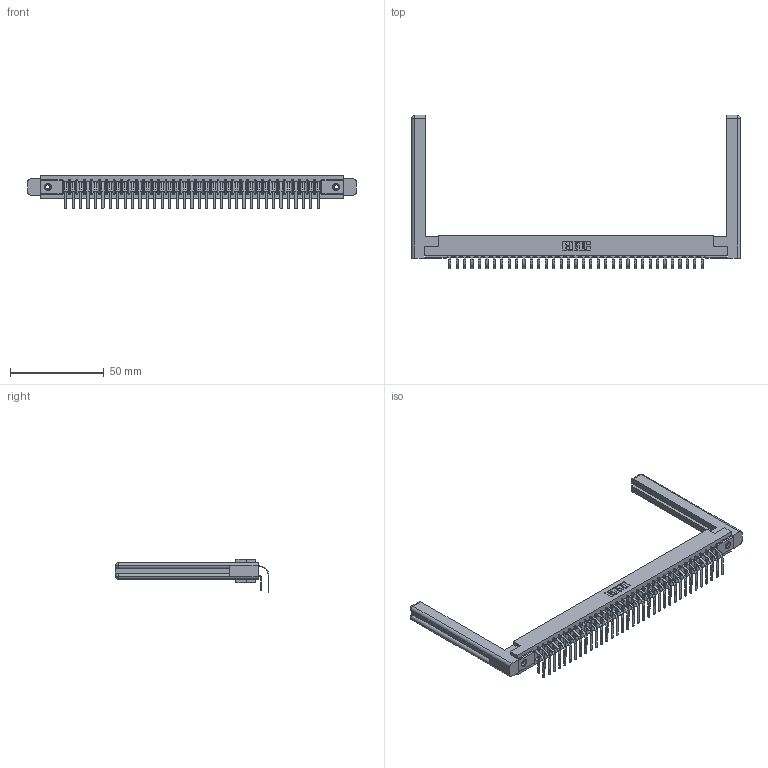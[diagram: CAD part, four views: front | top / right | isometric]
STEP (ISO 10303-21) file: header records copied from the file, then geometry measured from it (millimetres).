
FILE_DESCRIPTION (( 'STEP AP203' ), '1' );
FILE_NAME ('307-070-559-258.STEP', '2022-07-08T18:27:45', ( '' ), ( '' ), 'SwSTEP 2.0', 'SolidWorks 2020', '' );
FILE_SCHEMA (( 'CONFIG_CONTROL_DESIGN' ));
Length unit declared in the file: inch
Products named in the file (6): 345-250-001_345-250-001-102; 307-220-058; 307 Part_.156 Dia Mounting Holes; 307-290-001_559 - 2 (Single); 307-070-559-258; 307-290-001_558 559 - 1 (Single)
Assembly tree (75 placements, depth 2):
  307-070-559-258
    307 Part_.156 Dia Mounting Holes
    307-290-001_558 559 - 1 (Single)  x35
    307-290-001_559 - 2 (Single)  x35
    307-220-058  x2
    345-250-001_345-250-001-102  x2
Bounding box: 175.31 x 81.83 x 18.07 mm (x, y, z)
Volume: 25985.3 mm3; surface area: 29323.4 mm2
Topology: 75 solids, 75 shells, 3796 faces, 10617 edges, 6874 vertices
Faces by surface type: plane 2464, cylinder 1236, sphere 72, torus 12, cone 12
Entity records: 36068 total; most frequent: CARTESIAN_POINT 5924, ORIENTED_EDGE 5812, DIRECTION 5762, EDGE_CURVE 2906, VECTOR 2222, LINE 2222, VERTEX_POINT 1878, AXIS2_PLACEMENT_3D 1770
